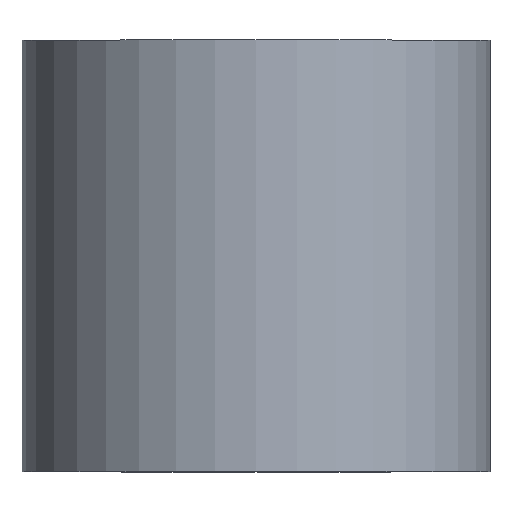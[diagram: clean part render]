
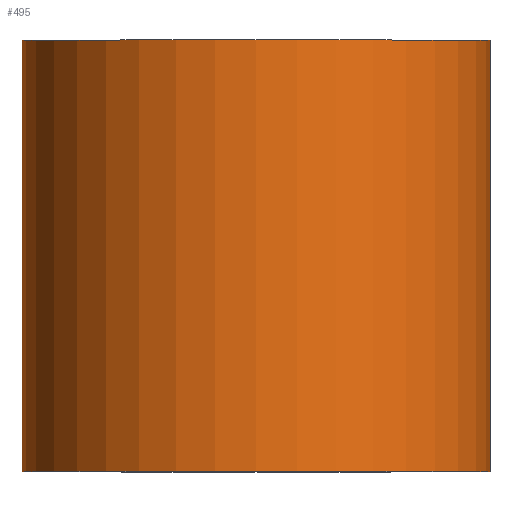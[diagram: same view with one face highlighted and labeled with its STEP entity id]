
A CAD part, top view. The second image highlights one B-rep face of the part: STEP entity #495.
In plain terms, the highlighted cylindrical face has radius 108.5 mm (diameter 217 mm), a partial arc.
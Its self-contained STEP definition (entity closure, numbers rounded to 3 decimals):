
#294=CARTESIAN_POINT('',(0.,200.,0.));
#295=DIRECTION('',(0.,1.,0.));
#296=DIRECTION('',(-0.005,0.,-1.));
#297=AXIS2_PLACEMENT_3D('',#294,#295,#296);
#299=DIRECTION('',(0.,1.,0.));
#300=VECTOR('',#299,200.);
#301=CARTESIAN_POINT('',(0.5,0.,-108.499));
#302=LINE('',#301,#300);
#303=CARTESIAN_POINT('',(0.,0.,0.));
#304=DIRECTION('',(0.,-1.,0.));
#305=DIRECTION('',(0.005,0.,-1.));
#306=AXIS2_PLACEMENT_3D('',#303,#304,#305);
#308=DIRECTION('',(0.,1.,0.));
#309=VECTOR('',#308,200.);
#310=CARTESIAN_POINT('',(-0.5,0.,-108.499));
#311=LINE('',#310,#309);
#328=CARTESIAN_POINT('',(-0.5,0.,-108.499));
#330=VERTEX_POINT('',#328);
#332=CARTESIAN_POINT('',(0.5,0.,-108.499));
#334=VERTEX_POINT('',#332);
#336=CARTESIAN_POINT('',(-0.5,200.,-108.499));
#338=VERTEX_POINT('',#336);
#340=CARTESIAN_POINT('',(0.5,200.,-108.499));
#342=VERTEX_POINT('',#340);
#484=CARTESIAN_POINT('',(0.,0.,0.));
#485=DIRECTION('',(0.,1.,0.));
#486=DIRECTION('',(1.,0.,0.));
#487=AXIS2_PLACEMENT_3D('',#484,#485,#486);
#488=CYLINDRICAL_SURFACE('',#487,108.5);
#489=ORIENTED_EDGE('',*,*,#466,.T.);
#490=ORIENTED_EDGE('',*,*,#476,.F.);
#491=ORIENTED_EDGE('',*,*,#351,.T.);
#492=ORIENTED_EDGE('',*,*,#377,.T.);
#493=EDGE_LOOP('',(#489,#490,#491,#492));
#494=FACE_OUTER_BOUND('',#493,.F.);
#298=CIRCLE('',#297,108.5);
#307=CIRCLE('',#306,108.5);
#351=EDGE_CURVE('',#334,#330,#307,.T.);
#377=EDGE_CURVE('',#330,#338,#311,.T.);
#466=EDGE_CURVE('',#338,#342,#298,.T.);
#476=EDGE_CURVE('',#334,#342,#302,.T.);
#495=ADVANCED_FACE('',(#494),#488,.T.);
